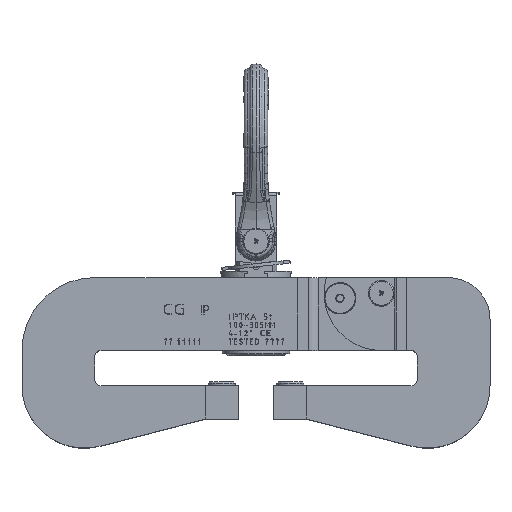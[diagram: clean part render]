
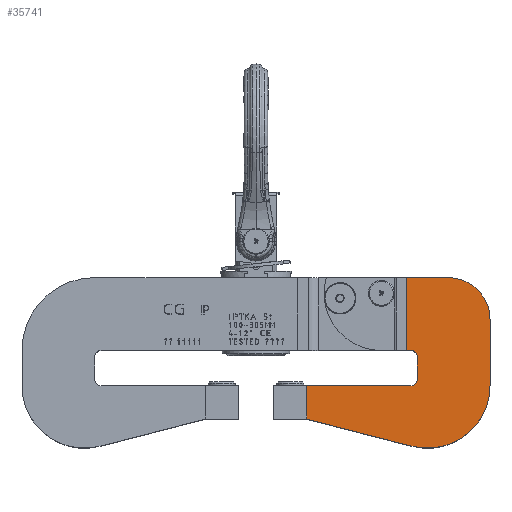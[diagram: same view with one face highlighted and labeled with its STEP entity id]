
A CAD part, top view. The second image highlights one B-rep face of the part: STEP entity #35741.
In plain terms, the highlighted face is planar.
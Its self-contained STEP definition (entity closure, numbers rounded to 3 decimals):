
#1349=CIRCLE('',#38232,60.);
#1351=CIRCLE('',#38238,6.);
#1353=CIRCLE('',#38242,6.);
#1355=CIRCLE('',#38248,40.);
#4566=FACE_OUTER_BOUND('',#6722,.T.);
#6722=EDGE_LOOP('',(#27161,#27162,#27163,#27164,#27165,#27166,#27167,#27168,
#27169,#27170,#27171,#27172));
#9651=LINE('',#55573,#12715);
#9656=LINE('',#55587,#12720);
#9659=LINE('',#55593,#12723);
#9662=LINE('',#55599,#12726);
#9666=LINE('',#55611,#12730);
#9670=LINE('',#55623,#12734);
#9673=LINE('',#55629,#12737);
#9676=LINE('',#55635,#12740);
#12715=VECTOR('',#43056,10.);
#12720=VECTOR('',#43069,10.);
#12723=VECTOR('',#43074,10.);
#12726=VECTOR('',#43079,10.);
#12730=VECTOR('',#43091,10.);
#12734=VECTOR('',#43103,10.);
#12737=VECTOR('',#43108,10.);
#12740=VECTOR('',#43113,10.);
#15639=VERTEX_POINT('',#55571);
#15640=VERTEX_POINT('',#55572);
#15643=VERTEX_POINT('',#55580);
#15645=VERTEX_POINT('',#55586);
#15647=VERTEX_POINT('',#55592);
#15649=VERTEX_POINT('',#55598);
#15651=VERTEX_POINT('',#55604);
#15653=VERTEX_POINT('',#55610);
#15655=VERTEX_POINT('',#55616);
#15657=VERTEX_POINT('',#55622);
#15659=VERTEX_POINT('',#55628);
#15661=VERTEX_POINT('',#55634);
#19764=EDGE_CURVE('',#15639,#15640,#9651,.T.);
#19768=EDGE_CURVE('',#15640,#15643,#1349,.T.);
#19771=EDGE_CURVE('',#15643,#15645,#9656,.T.);
#19774=EDGE_CURVE('',#15645,#15647,#9659,.T.);
#19777=EDGE_CURVE('',#15647,#15649,#9662,.T.);
#19780=EDGE_CURVE('',#15649,#15651,#1351,.T.);
#19783=EDGE_CURVE('',#15651,#15653,#9666,.T.);
#19786=EDGE_CURVE('',#15653,#15655,#1353,.T.);
#19789=EDGE_CURVE('',#15655,#15657,#9670,.T.);
#19792=EDGE_CURVE('',#15657,#15659,#9673,.T.);
#19795=EDGE_CURVE('',#15659,#15661,#9676,.T.);
#19798=EDGE_CURVE('',#15661,#15639,#1355,.T.);
#27161=ORIENTED_EDGE('',*,*,#19764,.F.);
#27162=ORIENTED_EDGE('',*,*,#19798,.F.);
#27163=ORIENTED_EDGE('',*,*,#19795,.F.);
#27164=ORIENTED_EDGE('',*,*,#19792,.F.);
#27165=ORIENTED_EDGE('',*,*,#19789,.F.);
#27166=ORIENTED_EDGE('',*,*,#19786,.F.);
#27167=ORIENTED_EDGE('',*,*,#19783,.F.);
#27168=ORIENTED_EDGE('',*,*,#19780,.F.);
#27169=ORIENTED_EDGE('',*,*,#19777,.F.);
#27170=ORIENTED_EDGE('',*,*,#19774,.F.);
#27171=ORIENTED_EDGE('',*,*,#19771,.F.);
#27172=ORIENTED_EDGE('',*,*,#19768,.F.);
#34375=PLANE('',#38250);
#35741=ADVANCED_FACE('',(#4566),#34375,.F.);
#38232=AXIS2_PLACEMENT_3D('',#55581,#43062,#43063);
#38238=AXIS2_PLACEMENT_3D('',#55605,#43084,#43085);
#38242=AXIS2_PLACEMENT_3D('',#55617,#43096,#43097);
#38248=AXIS2_PLACEMENT_3D('',#55640,#43118,#43119);
#38250=AXIS2_PLACEMENT_3D('',#55642,#43122,#43123);
#43056=DIRECTION('',(0.,-1.,0.));
#43062=DIRECTION('center_axis',(0.,0.,1.));
#43063=DIRECTION('ref_axis',(-1.,0.,0.));
#43069=DIRECTION('',(0.968,0.25,0.));
#43074=DIRECTION('',(0.,1.,0.));
#43079=DIRECTION('',(-1.,0.,0.));
#43084=DIRECTION('center_axis',(0.,0.,-1.));
#43085=DIRECTION('ref_axis',(1.,0.,0.));
#43091=DIRECTION('',(0.,1.,0.));
#43096=DIRECTION('center_axis',(0.,0.,-1.));
#43097=DIRECTION('ref_axis',(0.,-1.,0.));
#43103=DIRECTION('',(1.,0.,0.));
#43108=DIRECTION('',(0.,1.,0.));
#43113=DIRECTION('',(-1.,0.,0.));
#43118=DIRECTION('center_axis',(0.,0.,1.));
#43119=DIRECTION('ref_axis',(0.,1.,0.));
#43122=DIRECTION('center_axis',(0.,0.,1.));
#43123=DIRECTION('ref_axis',(1.,0.,0.));
#55571=CARTESIAN_POINT('',(-155.,30.,-12.));
#55572=CARTESIAN_POINT('',(-155.,-34.,-12.));
#55573=CARTESIAN_POINT('',(-155.,30.,-12.));
#55580=CARTESIAN_POINT('',(-79.991,-92.092,-12.));
#55581=CARTESIAN_POINT('Origin',(-95.,-34.,-12.));
#55586=CARTESIAN_POINT('',(21.,-66.,-12.));
#55587=CARTESIAN_POINT('',(-79.991,-92.092,-12.));
#55592=CARTESIAN_POINT('',(21.,-34.,-12.));
#55593=CARTESIAN_POINT('',(21.,-66.,-12.));
#55598=CARTESIAN_POINT('',(-79.,-34.,-12.));
#55599=CARTESIAN_POINT('',(21.,-34.,-12.));
#55604=CARTESIAN_POINT('',(-85.,-28.,-12.));
#55605=CARTESIAN_POINT('Origin',(-79.,-28.,-12.));
#55610=CARTESIAN_POINT('',(-85.,-6.,-12.));
#55611=CARTESIAN_POINT('',(-85.,-28.,-12.));
#55616=CARTESIAN_POINT('',(-79.,0.,-12.));
#55617=CARTESIAN_POINT('Origin',(-79.,-6.,-12.));
#55622=CARTESIAN_POINT('',(-75.,0.,-12.));
#55623=CARTESIAN_POINT('',(-79.,0.,-12.));
#55628=CARTESIAN_POINT('',(-75.,70.,-12.));
#55629=CARTESIAN_POINT('',(-75.,0.,-12.));
#55634=CARTESIAN_POINT('',(-115.,70.,-12.));
#55635=CARTESIAN_POINT('',(-75.,70.,-12.));
#55640=CARTESIAN_POINT('Origin',(-115.,30.,-12.));
#55642=CARTESIAN_POINT('Origin',(-80.621,-21.447,-12.));
